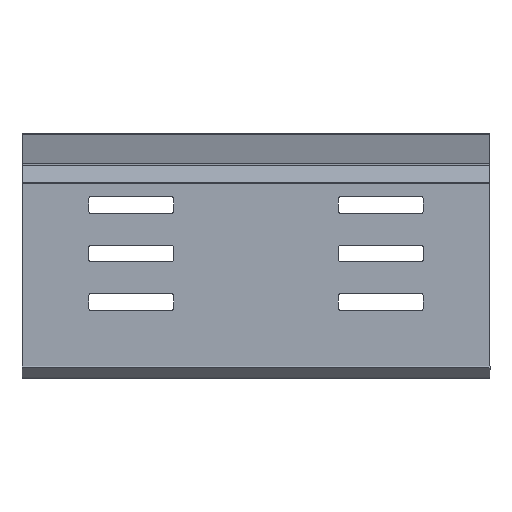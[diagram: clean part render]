
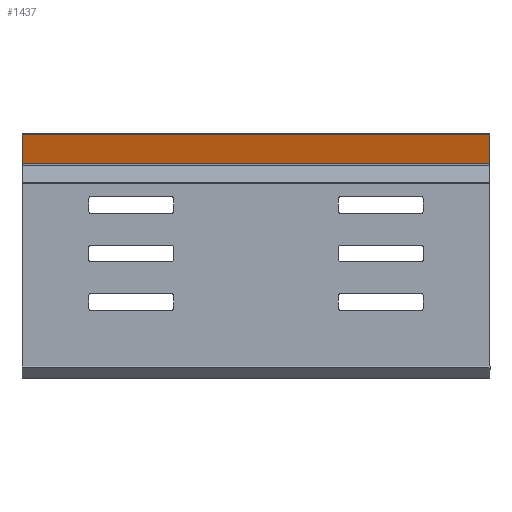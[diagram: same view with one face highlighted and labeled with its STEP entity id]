
A CAD part, front view. The second image highlights one B-rep face of the part: STEP entity #1437.
In plain terms, the highlighted planar face has unit normal (0, -0.966, -0.259).
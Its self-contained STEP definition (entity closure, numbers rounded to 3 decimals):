
#19 = VECTOR ( 'NONE', #652, 1000. ) ;
#70 = DIRECTION ( 'NONE',  ( -1., 0., 0. ) ) ;
#77 = EDGE_CURVE ( 'NONE', #2237, #922, #1204, .T. ) ;
#100 = DIRECTION ( 'NONE',  ( 0., 0.259, -0.966 ) ) ;
#122 = CARTESIAN_POINT ( 'NONE',  ( -96.5, 1.167, 8.116 ) ) ;
#139 = CARTESIAN_POINT ( 'NONE',  ( -96.5, -2.094, 20.284 ) ) ;
#169 = LINE ( 'NONE', #2141, #1191 ) ;
#287 = ORIENTED_EDGE ( 'NONE', *, *, #2198, .F. ) ;
#330 = CARTESIAN_POINT ( 'NONE',  ( 96.5, -2.094, 20.284 ) ) ;
#494 = VERTEX_POINT ( 'NONE', #139 ) ;
#652 = DIRECTION ( 'NONE',  ( -1., 0., 0. ) ) ;
#807 = DIRECTION ( 'NONE',  ( 0., -0.259, 0.966 ) ) ;
#816 = AXIS2_PLACEMENT_3D ( 'NONE', #1303, #2054, #100 ) ;
#843 = CARTESIAN_POINT ( 'NONE',  ( 96.5, 1.167, 8.116 ) ) ;
#922 = VERTEX_POINT ( 'NONE', #122 ) ;
#1191 = VECTOR ( 'NONE', #70, 1000. ) ;
#1204 = LINE ( 'NONE', #843, #19 ) ;
#1235 = ORIENTED_EDGE ( 'NONE', *, *, #77, .F. ) ;
#1242 = EDGE_LOOP ( 'NONE', ( #2262, #287, #1235, #1603 ) ) ;
#1294 = EDGE_CURVE ( 'NONE', #1443, #494, #169, .T. ) ;
#1303 = CARTESIAN_POINT ( 'NONE',  ( 96.5, 1.271, 7.727 ) ) ;
#1339 = DIRECTION ( 'NONE',  ( 0., -0.259, 0.966 ) ) ;
#1437 = ADVANCED_FACE ( 'NONE', ( #1865 ), #2427, .T. ) ;
#1443 = VERTEX_POINT ( 'NONE', #330 ) ;
#1562 = LINE ( 'NONE', #2298, #2315 ) ;
#1603 = ORIENTED_EDGE ( 'NONE', *, *, #1969, .T. ) ;
#1865 = FACE_OUTER_BOUND ( 'NONE', #1242, .T. ) ;
#1894 = CARTESIAN_POINT ( 'NONE',  ( 96.5, 1.167, 8.116 ) ) ;
#1969 = EDGE_CURVE ( 'NONE', #2237, #1443, #2160, .T. ) ;
#2054 = DIRECTION ( 'NONE',  ( 0., -0.966, -0.259 ) ) ;
#2141 = CARTESIAN_POINT ( 'NONE',  ( 96.5, -2.094, 20.284 ) ) ;
#2160 = LINE ( 'NONE', #2363, #2325 ) ;
#2198 = EDGE_CURVE ( 'NONE', #922, #494, #1562, .T. ) ;
#2237 = VERTEX_POINT ( 'NONE', #1894 ) ;
#2262 = ORIENTED_EDGE ( 'NONE', *, *, #1294, .T. ) ;
#2298 = CARTESIAN_POINT ( 'NONE',  ( -96.5, 1.271, 7.727 ) ) ;
#2315 = VECTOR ( 'NONE', #1339, 1000. ) ;
#2325 = VECTOR ( 'NONE', #807, 1000. ) ;
#2363 = CARTESIAN_POINT ( 'NONE',  ( 96.5, 1.271, 7.727 ) ) ;
#2427 = PLANE ( 'NONE',  #816 ) ;
